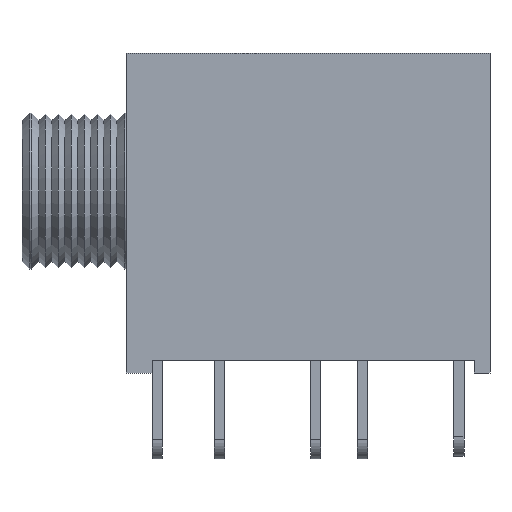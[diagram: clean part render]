
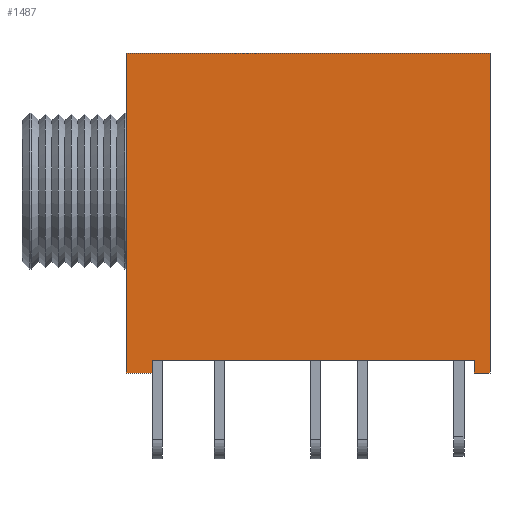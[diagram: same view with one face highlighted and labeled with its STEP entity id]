
A CAD part, front view. The second image highlights one B-rep face of the part: STEP entity #1487.
In plain terms, the highlighted planar face has unit normal (0, -1, 0).
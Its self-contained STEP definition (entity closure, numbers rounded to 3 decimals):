
#1265 = VERTEX_POINT('',#1266);
#1266 = CARTESIAN_POINT('',(-0.2,-5.,0.1));
#1281 = VERTEX_POINT('',#1282);
#1282 = CARTESIAN_POINT('',(-0.2,-5.,0.6));
#1288 = EDGE_CURVE('',#1281,#1265,#1289,.T.);
#1289 = LINE('',#1290,#1291);
#1290 = CARTESIAN_POINT('',(-0.2,-5.,0.1));
#1291 = VECTOR('',#1292,1.);
#1292 = DIRECTION('',(0.,0.,-1.));
#1327 = EDGE_CURVE('',#1265,#1328,#1330,.T.);
#1328 = VERTEX_POINT('',#1329);
#1329 = CARTESIAN_POINT('',(-1.2,-5.,0.1));
#1330 = LINE('',#1331,#1332);
#1331 = CARTESIAN_POINT('',(-1.2,-5.,0.1));
#1332 = VECTOR('',#1333,1.);
#1333 = DIRECTION('',(-1.,0.,0.));
#1376 = VERTEX_POINT('',#1377);
#1377 = CARTESIAN_POINT('',(12.8,-5.,12.4));
#1383 = EDGE_CURVE('',#1376,#1384,#1386,.T.);
#1384 = VERTEX_POINT('',#1385);
#1385 = CARTESIAN_POINT('',(12.8,-5.,0.1));
#1386 = LINE('',#1387,#1388);
#1387 = CARTESIAN_POINT('',(12.8,-5.,0.1));
#1388 = VECTOR('',#1389,1.);
#1389 = DIRECTION('',(0.,0.,-1.));
#1468 = VERTEX_POINT('',#1469);
#1469 = CARTESIAN_POINT('',(-1.2,-5.,12.4));
#1475 = EDGE_CURVE('',#1468,#1376,#1476,.T.);
#1476 = LINE('',#1477,#1478);
#1477 = CARTESIAN_POINT('',(-1.2,-5.,12.4));
#1478 = VECTOR('',#1479,1.);
#1479 = DIRECTION('',(1.,0.,0.));
#1487 = ADVANCED_FACE('',(#1488),#1522,.F.);
#1488 = FACE_BOUND('',#1489,.T.);
#1489 = EDGE_LOOP('',(#1490,#1491,#1492,#1500,#1508,#1514,#1515,#1516));
#1490 = ORIENTED_EDGE('',*,*,#1327,.F.);
#1491 = ORIENTED_EDGE('',*,*,#1288,.F.);
#1492 = ORIENTED_EDGE('',*,*,#1493,.F.);
#1493 = EDGE_CURVE('',#1494,#1281,#1496,.T.);
#1494 = VERTEX_POINT('',#1495);
#1495 = CARTESIAN_POINT('',(12.2,-5.,0.6));
#1496 = LINE('',#1497,#1498);
#1497 = CARTESIAN_POINT('',(-0.2,-5.,0.6));
#1498 = VECTOR('',#1499,1.);
#1499 = DIRECTION('',(-1.,0.,0.));
#1500 = ORIENTED_EDGE('',*,*,#1501,.F.);
#1501 = EDGE_CURVE('',#1502,#1494,#1504,.T.);
#1502 = VERTEX_POINT('',#1503);
#1503 = CARTESIAN_POINT('',(12.2,-5.,0.1));
#1504 = LINE('',#1505,#1506);
#1505 = CARTESIAN_POINT('',(12.2,-5.,0.1));
#1506 = VECTOR('',#1507,1.);
#1507 = DIRECTION('',(0.,0.,1.));
#1508 = ORIENTED_EDGE('',*,*,#1509,.F.);
#1509 = EDGE_CURVE('',#1384,#1502,#1510,.T.);
#1510 = LINE('',#1511,#1512);
#1511 = CARTESIAN_POINT('',(-1.2,-5.,0.1));
#1512 = VECTOR('',#1513,1.);
#1513 = DIRECTION('',(-1.,0.,0.));
#1514 = ORIENTED_EDGE('',*,*,#1383,.F.);
#1515 = ORIENTED_EDGE('',*,*,#1475,.F.);
#1516 = ORIENTED_EDGE('',*,*,#1517,.F.);
#1517 = EDGE_CURVE('',#1328,#1468,#1518,.T.);
#1518 = LINE('',#1519,#1520);
#1519 = CARTESIAN_POINT('',(-1.2,-5.,12.4));
#1520 = VECTOR('',#1521,1.);
#1521 = DIRECTION('',(0.,-0.,1.));
#1522 = PLANE('',#1523);
#1523 = AXIS2_PLACEMENT_3D('',#1524,#1525,#1526);
#1524 = CARTESIAN_POINT('',(-1.2,-5.,0.1));
#1525 = DIRECTION('',(0.,1.,0.));
#1526 = DIRECTION('',(0.,0.,-1.));
